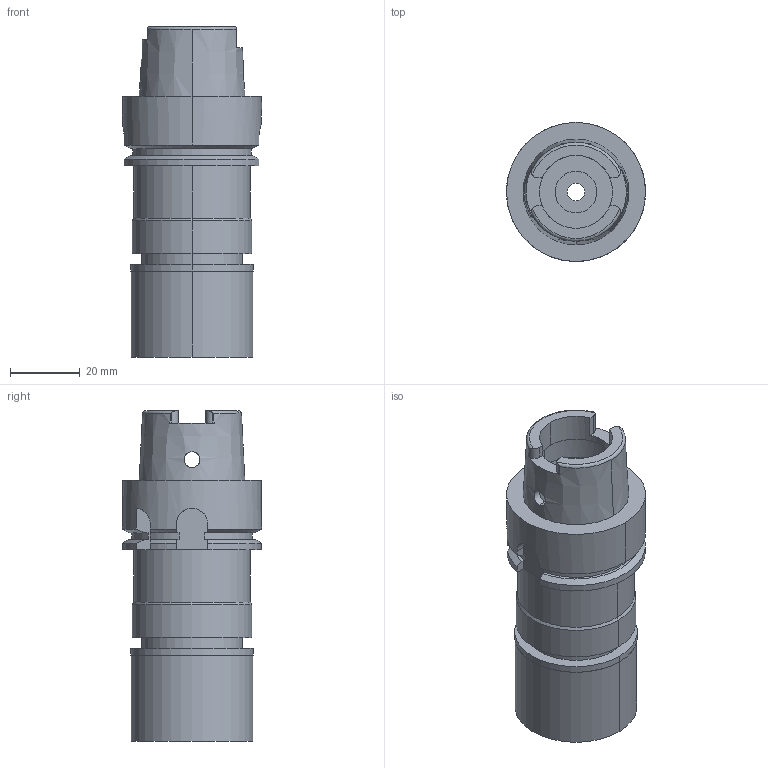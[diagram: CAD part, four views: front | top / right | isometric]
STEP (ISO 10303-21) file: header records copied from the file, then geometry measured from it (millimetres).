
FILE_DESCRIPTION (( 'STEP AP203' ), '1' );
FILE_NAME ('HSK-A40-MEGA13N-75.stp', '2019-07-02T18:57:54', ( '' ), ( '' ), 'SwSTEP 2.0', 'SolidWorks 2019', '' );
FILE_SCHEMA (( 'CONFIG_CONTROL_DESIGN' ));
Length unit declared in the file: millimetre
Products named in the file (7): DXF_TEMP_ASSY_ASM_4_ASM.stp; MGN13_1.stp; HSK-A40-MEGA13N-75-130.stp; HSK-A40-MEGA13N-75; HSK-A40-MEGA13N-75-130-FreeParts; HA40MN13075-130_ASM.stp; HSK-A40-MEGA13N-75_1.stp
Assembly tree (5 placements, depth 5):
  HSK-A40-MEGA13N-75
    HSK-A40-MEGA13N-75-130.stp
      HA40MN13075-130_ASM.stp
        DXF_TEMP_ASSY_ASM_4_ASM.stp
          HSK-A40-MEGA13N-75_1.stp
          MGN13_1.stp
  HSK-A40-MEGA13N-75-130-FreeParts
Bounding box: 40 x 40 x 95 mm (x, y, z)
Volume: 62101.9 mm3; surface area: 22692.1 mm2
Topology: 2 solids, 2 shells, 127 faces, 319 edges, 206 vertices
Faces by surface type: cylinder 58, plane 47, cone 18, torus 4
Entity records: 5376 total; most frequent: CARTESIAN_POINT 1556, DIRECTION 691, ORIENTED_EDGE 638, EDGE_CURVE 319, AXIS2_PLACEMENT_3D 274, VERTEX_POINT 206, EDGE_LOOP 145, VECTOR 143
